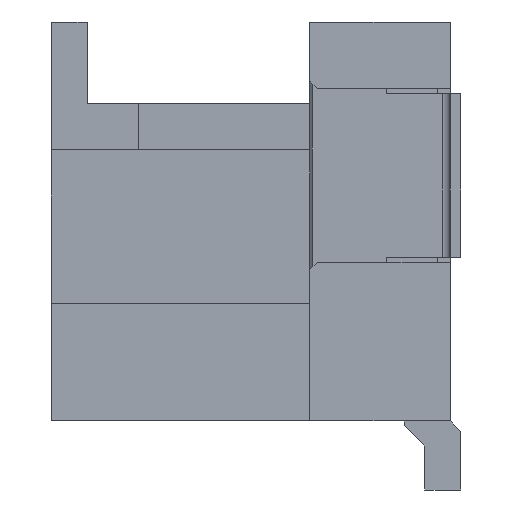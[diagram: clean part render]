
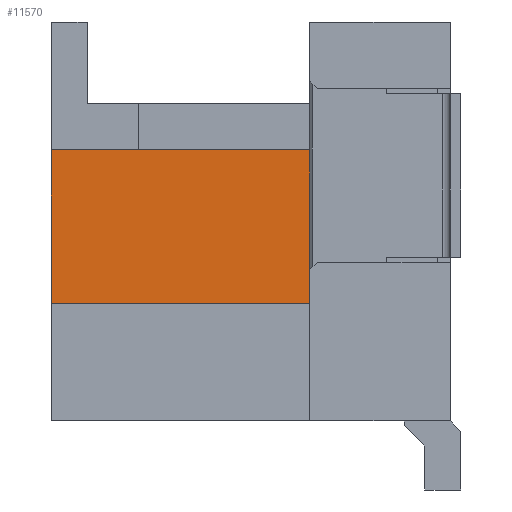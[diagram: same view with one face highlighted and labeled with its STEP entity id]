
A CAD part, left-side view. The second image highlights one B-rep face of the part: STEP entity #11570.
In plain terms, the highlighted planar face has unit normal (-1, 0, 0).
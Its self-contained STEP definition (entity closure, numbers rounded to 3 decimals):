
#65=DIRECTION('',(0.,0.,1.));
#66=VECTOR('',#65,3.);
#67=CARTESIAN_POINT('',(-11.85,4.9,-0.64));
#68=LINE('',#67,#66);
#3669=DIRECTION('',(0.,-1.,0.));
#3670=VECTOR('',#3669,5.05);
#3671=CARTESIAN_POINT('',(-11.85,4.9,-0.64));
#3672=LINE('',#3671,#3670);
#3673=DIRECTION('',(0.,1.,0.));
#3674=VECTOR('',#3673,5.05);
#3675=CARTESIAN_POINT('',(-11.85,-0.15,2.36));
#3676=LINE('',#3675,#3674);
#3681=DIRECTION('',(0.,0.,-1.));
#3682=VECTOR('',#3681,2.95);
#3683=CARTESIAN_POINT('',(-11.85,-0.15,2.36));
#3684=LINE('',#3683,#3682);
#4325=DIRECTION('',(0.,0.,-1.));
#4326=VECTOR('',#4325,0.05);
#4327=CARTESIAN_POINT('',(-11.85,-0.15,-0.59));
#4328=LINE('',#4327,#4326);
#4741=CARTESIAN_POINT('',(-11.85,4.9,-0.64));
#4742=VERTEX_POINT('',#4741);
#4743=CARTESIAN_POINT('',(-11.85,4.9,2.36));
#4744=VERTEX_POINT('',#4743);
#5407=CARTESIAN_POINT('',(-11.85,-0.15,-0.59));
#5408=VERTEX_POINT('',#5407);
#5409=CARTESIAN_POINT('',(-11.85,-0.15,-0.64));
#5410=VERTEX_POINT('',#5409);
#5411=CARTESIAN_POINT('',(-11.85,-0.15,2.36));
#5412=VERTEX_POINT('',#5411);
#11555=CARTESIAN_POINT('',(-11.85,0.35,4.86));
#11556=DIRECTION('',(-1.,0.,0.));
#11557=DIRECTION('',(0.,0.,-1.));
#11558=AXIS2_PLACEMENT_3D('',#11555,#11556,#11557);
#11559=PLANE('',#11558);
#11561=ORIENTED_EDGE('',*,*,#11560,.T.);
#11563=ORIENTED_EDGE('',*,*,#11562,.T.);
#11564=ORIENTED_EDGE('',*,*,#11547,.F.);
#11565=ORIENTED_EDGE('',*,*,#6194,.T.);
#11567=ORIENTED_EDGE('',*,*,#11566,.F.);
#11568=EDGE_LOOP('',(#11561,#11563,#11564,#11565,#11567));
#11569=FACE_OUTER_BOUND('',#11568,.F.);
#11570=ADVANCED_FACE('',(#11569),#11559,.T.);
#6194=EDGE_CURVE('',#4742,#4744,#68,.T.);
#11547=EDGE_CURVE('',#4742,#5410,#3672,.T.);
#11560=EDGE_CURVE('',#5412,#5408,#3684,.T.);
#11562=EDGE_CURVE('',#5408,#5410,#4328,.T.);
#11566=EDGE_CURVE('',#5412,#4744,#3676,.T.);
